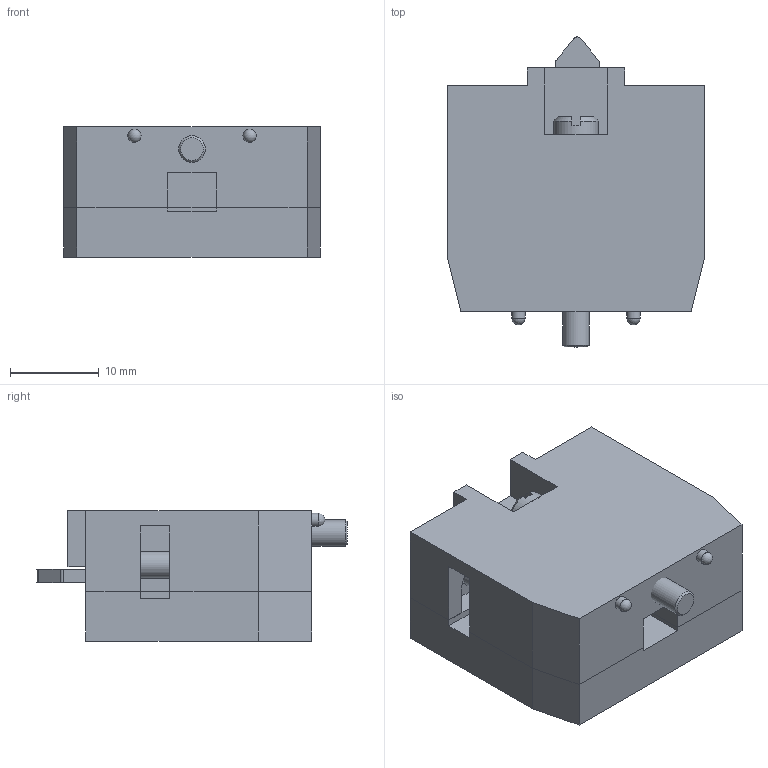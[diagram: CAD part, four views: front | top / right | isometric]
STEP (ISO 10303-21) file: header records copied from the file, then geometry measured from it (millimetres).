
FILE_DESCRIPTION((''),'2;1');
FILE_NAME('S5.stp','2007-11-15T16:40:21',('Philipp'),(''),'Autodesk Inventor 2008','Autodesk Inventor 2008','');
FILE_SCHEMA(('AUTOMOTIVE_DESIGN { 1 0 10303 214 1 1 1 1 }'));
Length unit declared in the file: millimetre
Products named in the file (5): S5; S5-8; Screw; DIN 7985 (H) M3x10-H; S5-8_back
Assembly tree (5 placements, depth 2):
  S5
    S5-8
    Screw
    DIN 7985 (H) M3x10-H  x2
    S5-8_back
Bounding box: 29 x 35 x 14.7 mm (x, y, z)
Volume: 9783.2 mm3; surface area: 5905.1 mm2
Topology: 5 solids, 5 shells, 186 faces, 495 edges, 324 vertices
Faces by surface type: plane 117, cone 33, cylinder 17, bspline 15, sphere 4
Full cylindrical faces by diameter (mm): 1.5 x4, 2.6 x1, 2.75 x2, 3 x3, 5 x1
Entity records: 4586 total; most frequent: CARTESIAN_POINT 933, ORIENTED_EDGE 724, DIRECTION 698, EDGE_CURVE 362, VECTOR 262, LINE 262, VERTEX_POINT 248, AXIS2_PLACEMENT_3D 218
